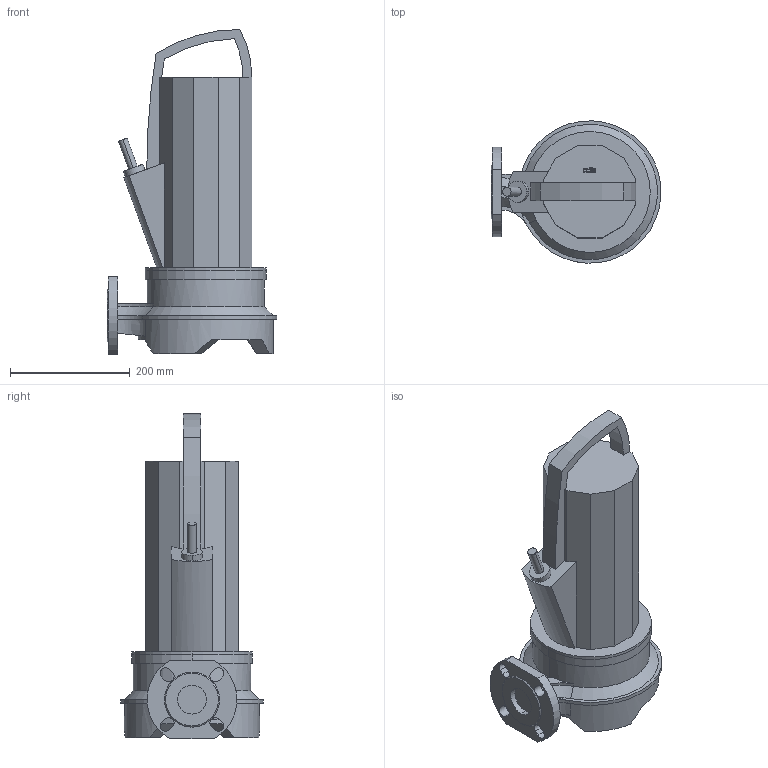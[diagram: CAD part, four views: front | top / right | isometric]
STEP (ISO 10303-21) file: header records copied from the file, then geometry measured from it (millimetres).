
FILE_DESCRIPTION((''),'2;1');
FILE_NAME('3d_RexaCutPROM04DA-123_EAD1X2-T0025-540-O-6069866.stp','2013-11-20T10:00:31',(''),(''),'Mechanical Desktop 2009','Mechanical Desktop 2009',', , ');
FILE_SCHEMA(('CONFIG_CONTROL_DESIGN'));
Length unit declared in the file: millimetre
Products named in the file (1): Product
Bounding box: 283.91 x 237.82 x 543 mm (x, y, z)
Volume: 11274170.7 mm3; surface area: 500248.9 mm2
Topology: 8 solids, 8 shells, 160 faces, 423 edges, 278 vertices
Faces by surface type: bspline 69, plane 53, cylinder 35, cone 3
Entity records: 6584 total; most frequent: CARTESIAN_POINT 2762, ORIENTED_EDGE 846, DIRECTION 638, EDGE_CURVE 423, VERTEX_POINT 278, VECTOR 240, LINE 240, AXIS2_PLACEMENT_3D 199
